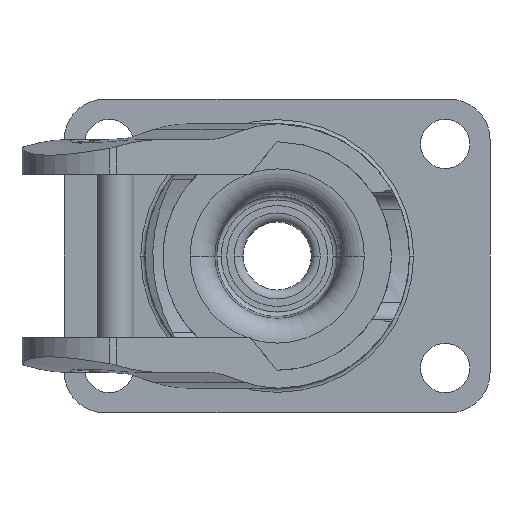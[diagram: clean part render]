
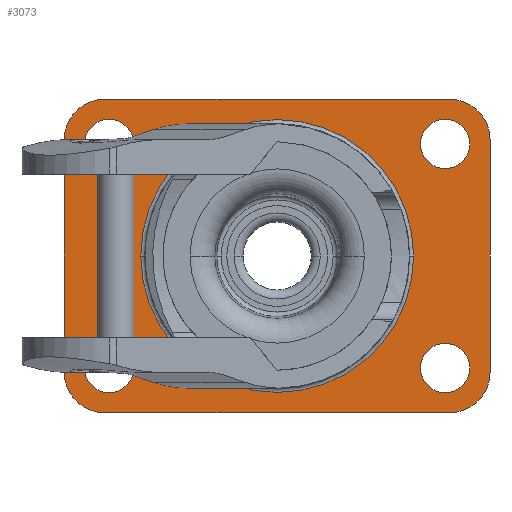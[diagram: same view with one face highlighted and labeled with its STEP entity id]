
A CAD part, front view. The second image highlights one B-rep face of the part: STEP entity #3073.
In plain terms, the highlighted planar face has unit normal (0, -1, 0).
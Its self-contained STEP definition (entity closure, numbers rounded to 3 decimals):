
#330=CARTESIAN_POINT('',(37.5,-2.5,-25.));
#331=DIRECTION('',(0.,-1.,0.));
#332=DIRECTION('',(1.,0.,0.));
#333=AXIS2_PLACEMENT_3D('',#330,#331,#332);
#335=CARTESIAN_POINT('',(37.5,-2.5,-25.));
#336=DIRECTION('',(0.,-1.,0.));
#337=DIRECTION('',(-1.,0.,0.));
#338=AXIS2_PLACEMENT_3D('',#335,#336,#337);
#340=CARTESIAN_POINT('',(37.5,-2.5,25.));
#341=DIRECTION('',(0.,-1.,0.));
#342=DIRECTION('',(1.,0.,0.));
#343=AXIS2_PLACEMENT_3D('',#340,#341,#342);
#345=CARTESIAN_POINT('',(37.5,-2.5,25.));
#346=DIRECTION('',(0.,-1.,0.));
#347=DIRECTION('',(-1.,0.,0.));
#348=AXIS2_PLACEMENT_3D('',#345,#346,#347);
#350=CARTESIAN_POINT('',(-37.5,-2.5,-25.));
#351=DIRECTION('',(0.,-1.,0.));
#352=DIRECTION('',(1.,0.,0.));
#353=AXIS2_PLACEMENT_3D('',#350,#351,#352);
#355=CARTESIAN_POINT('',(-37.5,-2.5,-25.));
#356=DIRECTION('',(0.,-1.,0.));
#357=DIRECTION('',(-1.,0.,0.));
#358=AXIS2_PLACEMENT_3D('',#355,#356,#357);
#360=CARTESIAN_POINT('',(-37.5,-2.5,25.));
#361=DIRECTION('',(0.,-1.,0.));
#362=DIRECTION('',(1.,0.,0.));
#363=AXIS2_PLACEMENT_3D('',#360,#361,#362);
#365=CARTESIAN_POINT('',(-37.5,-2.5,25.));
#366=DIRECTION('',(0.,-1.,0.));
#367=DIRECTION('',(-1.,0.,0.));
#368=AXIS2_PLACEMENT_3D('',#365,#366,#367);
#370=DIRECTION('',(0.,0.,1.));
#371=VECTOR('',#370,52.);
#372=CARTESIAN_POINT('',(-47.5,-2.5,-26.));
#373=LINE('',#372,#371);
#374=CARTESIAN_POINT('',(-38.5,-2.5,26.));
#375=DIRECTION('',(0.,1.,0.));
#376=DIRECTION('',(-1.,0.,0.));
#377=AXIS2_PLACEMENT_3D('',#374,#375,#376);
#379=DIRECTION('',(1.,0.,0.));
#380=VECTOR('',#379,77.);
#381=CARTESIAN_POINT('',(-38.5,-2.5,35.));
#382=LINE('',#381,#380);
#383=CARTESIAN_POINT('',(38.5,-2.5,26.));
#384=DIRECTION('',(0.,1.,0.));
#385=DIRECTION('',(0.,0.,1.));
#386=AXIS2_PLACEMENT_3D('',#383,#384,#385);
#388=DIRECTION('',(0.,0.,-1.));
#389=VECTOR('',#388,52.);
#390=CARTESIAN_POINT('',(47.5,-2.5,26.));
#391=LINE('',#390,#389);
#392=CARTESIAN_POINT('',(38.5,-2.5,-26.));
#393=DIRECTION('',(0.,1.,0.));
#394=DIRECTION('',(1.,0.,0.));
#395=AXIS2_PLACEMENT_3D('',#392,#393,#394);
#397=DIRECTION('',(-1.,0.,0.));
#398=VECTOR('',#397,77.);
#399=CARTESIAN_POINT('',(38.5,-2.5,-35.));
#400=LINE('',#399,#398);
#401=CARTESIAN_POINT('',(-38.5,-2.5,-26.));
#402=DIRECTION('',(0.,1.,0.));
#403=DIRECTION('',(0.,0.,-1.));
#404=AXIS2_PLACEMENT_3D('',#401,#402,#403);
#462=CARTESIAN_POINT('',(0.,-2.5,0.));
#463=DIRECTION('',(0.,1.,0.));
#464=DIRECTION('',(1.,0.,0.));
#465=AXIS2_PLACEMENT_3D('',#462,#463,#464);
#472=CARTESIAN_POINT('',(0.,-2.5,0.));
#473=DIRECTION('',(0.,1.,0.));
#474=DIRECTION('',(-1.,0.,0.));
#475=AXIS2_PLACEMENT_3D('',#472,#473,#474);
#2508=CARTESIAN_POINT('',(43.,-2.5,-25.));
#2509=CARTESIAN_POINT('',(32.,-2.5,-25.));
#2510=VERTEX_POINT('',#2508);
#2511=VERTEX_POINT('',#2509);
#2512=CARTESIAN_POINT('',(43.,-2.5,25.));
#2513=CARTESIAN_POINT('',(32.,-2.5,25.));
#2514=VERTEX_POINT('',#2512);
#2515=VERTEX_POINT('',#2513);
#2516=CARTESIAN_POINT('',(-32.,-2.5,-25.));
#2517=CARTESIAN_POINT('',(-43.,-2.5,-25.));
#2518=VERTEX_POINT('',#2516);
#2519=VERTEX_POINT('',#2517);
#2520=CARTESIAN_POINT('',(-32.,-2.5,25.));
#2521=CARTESIAN_POINT('',(-43.,-2.5,25.));
#2522=VERTEX_POINT('',#2520);
#2523=VERTEX_POINT('',#2521);
#2524=CARTESIAN_POINT('',(-47.5,-2.5,-26.));
#2525=CARTESIAN_POINT('',(-47.5,-2.5,26.));
#2526=VERTEX_POINT('',#2524);
#2527=VERTEX_POINT('',#2525);
#2528=CARTESIAN_POINT('',(-38.5,-2.5,35.));
#2529=VERTEX_POINT('',#2528);
#2530=CARTESIAN_POINT('',(38.5,-2.5,35.));
#2531=VERTEX_POINT('',#2530);
#2532=CARTESIAN_POINT('',(47.5,-2.5,26.));
#2533=VERTEX_POINT('',#2532);
#2534=CARTESIAN_POINT('',(47.5,-2.5,-26.));
#2535=VERTEX_POINT('',#2534);
#2536=CARTESIAN_POINT('',(38.5,-2.5,-35.));
#2537=VERTEX_POINT('',#2536);
#2538=CARTESIAN_POINT('',(-38.5,-2.5,-35.));
#2539=VERTEX_POINT('',#2538);
#2540=CARTESIAN_POINT('',(30.446,-2.5,0.));
#2541=CARTESIAN_POINT('',(-30.446,-2.5,0.));
#2542=VERTEX_POINT('',#2540);
#2543=VERTEX_POINT('',#2541);
#3022=CARTESIAN_POINT('',(0.,-2.5,0.));
#3023=DIRECTION('',(0.,1.,0.));
#3024=DIRECTION('',(1.,0.,0.));
#3025=AXIS2_PLACEMENT_3D('',#3022,#3023,#3024);
#3026=PLANE('',#3025);
#3028=ORIENTED_EDGE('',*,*,#3027,.T.);
#3030=ORIENTED_EDGE('',*,*,#3029,.T.);
#3032=ORIENTED_EDGE('',*,*,#3031,.T.);
#3034=ORIENTED_EDGE('',*,*,#3033,.T.);
#3036=ORIENTED_EDGE('',*,*,#3035,.T.);
#3038=ORIENTED_EDGE('',*,*,#3037,.T.);
#3040=ORIENTED_EDGE('',*,*,#3039,.T.);
#3042=ORIENTED_EDGE('',*,*,#3041,.T.);
#3043=EDGE_LOOP('',(#3028,#3030,#3032,#3034,#3036,#3038,#3040,#3042));
#3044=FACE_OUTER_BOUND('',#3043,.F.);
#3046=ORIENTED_EDGE('',*,*,#3045,.T.);
#3048=ORIENTED_EDGE('',*,*,#3047,.T.);
#3049=EDGE_LOOP('',(#3046,#3048));
#3050=FACE_BOUND('',#3049,.F.);
#3052=ORIENTED_EDGE('',*,*,#3051,.T.);
#3054=ORIENTED_EDGE('',*,*,#3053,.T.);
#3055=EDGE_LOOP('',(#3052,#3054));
#3056=FACE_BOUND('',#3055,.F.);
#3058=ORIENTED_EDGE('',*,*,#3057,.T.);
#3060=ORIENTED_EDGE('',*,*,#3059,.T.);
#3061=EDGE_LOOP('',(#3058,#3060));
#3062=FACE_BOUND('',#3061,.F.);
#3063=ORIENTED_EDGE('',*,*,#3002,.T.);
#3064=ORIENTED_EDGE('',*,*,#3016,.T.);
#3065=EDGE_LOOP('',(#3063,#3064));
#3066=FACE_BOUND('',#3065,.F.);
#3068=ORIENTED_EDGE('',*,*,#3067,.F.);
#3070=ORIENTED_EDGE('',*,*,#3069,.F.);
#3071=EDGE_LOOP('',(#3068,#3070));
#3072=FACE_BOUND('',#3071,.F.);
#3073=ADVANCED_FACE('',(#3044,#3050,#3056,#3062,#3066,#3072),#3026,.F.);
#334=CIRCLE('',#333,5.5);
#339=CIRCLE('',#338,5.5);
#344=CIRCLE('',#343,5.5);
#349=CIRCLE('',#348,5.5);
#354=CIRCLE('',#353,5.5);
#359=CIRCLE('',#358,5.5);
#364=CIRCLE('',#363,5.5);
#369=CIRCLE('',#368,5.5);
#378=CIRCLE('',#377,9.);
#387=CIRCLE('',#386,9.);
#396=CIRCLE('',#395,9.);
#405=CIRCLE('',#404,9.);
#466=CIRCLE('',#465,30.446);
#476=CIRCLE('',#475,30.446);
#3002=EDGE_CURVE('',#2510,#2511,#334,.T.);
#3016=EDGE_CURVE('',#2511,#2510,#339,.T.);
#3027=EDGE_CURVE('',#2526,#2527,#373,.T.);
#3029=EDGE_CURVE('',#2527,#2529,#378,.T.);
#3031=EDGE_CURVE('',#2529,#2531,#382,.T.);
#3033=EDGE_CURVE('',#2531,#2533,#387,.T.);
#3035=EDGE_CURVE('',#2533,#2535,#391,.T.);
#3037=EDGE_CURVE('',#2535,#2537,#396,.T.);
#3039=EDGE_CURVE('',#2537,#2539,#400,.T.);
#3041=EDGE_CURVE('',#2539,#2526,#405,.T.);
#3045=EDGE_CURVE('',#2514,#2515,#344,.T.);
#3047=EDGE_CURVE('',#2515,#2514,#349,.T.);
#3051=EDGE_CURVE('',#2518,#2519,#354,.T.);
#3053=EDGE_CURVE('',#2519,#2518,#359,.T.);
#3057=EDGE_CURVE('',#2522,#2523,#364,.T.);
#3059=EDGE_CURVE('',#2523,#2522,#369,.T.);
#3067=EDGE_CURVE('',#2542,#2543,#466,.T.);
#3069=EDGE_CURVE('',#2543,#2542,#476,.T.);
